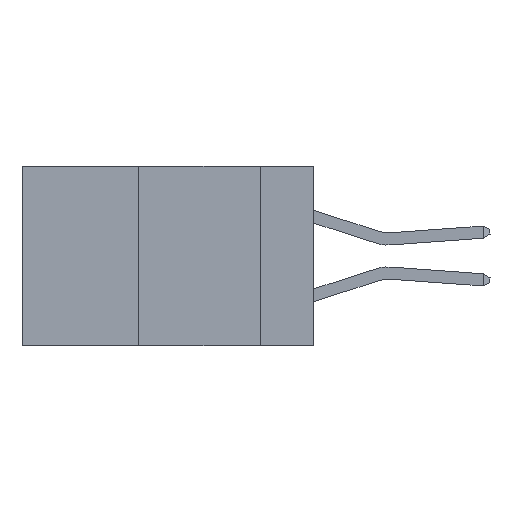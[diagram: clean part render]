
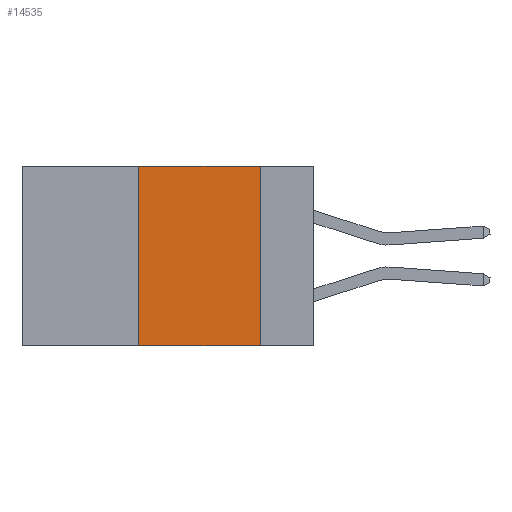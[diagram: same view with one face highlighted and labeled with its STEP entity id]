
A CAD part, left-side view. The second image highlights one B-rep face of the part: STEP entity #14535.
In plain terms, the highlighted planar face has unit normal (-1, 0, 0).
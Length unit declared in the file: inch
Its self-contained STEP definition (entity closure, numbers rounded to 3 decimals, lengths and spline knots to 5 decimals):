
#2572 = DIRECTION ( 'NONE',  ( 0., 0., 1. ) ) ;
#2976 = VECTOR ( 'NONE', #2572, 39.37008 ) ;
#3795 = LINE ( 'NONE', #16598, #29075 ) ;
#3941 = CARTESIAN_POINT ( 'NONE',  ( 0., 0.6, -0.37 ) ) ;
#6587 = VERTEX_POINT ( 'NONE', #15608 ) ;
#9311 = DIRECTION ( 'NONE',  ( 0., 0., -1. ) ) ;
#9783 = ORIENTED_EDGE ( 'NONE', *, *, #26581, .F. ) ;
#10653 = ORIENTED_EDGE ( 'NONE', *, *, #23204, .F. ) ;
#10882 = ORIENTED_EDGE ( 'NONE', *, *, #16823, .F. ) ;
#12330 = CARTESIAN_POINT ( 'NONE',  ( 0., 0.6, 0. ) ) ;
#13136 = EDGE_CURVE ( 'NONE', #17091, #17556, #16010, .T. ) ;
#13662 = ORIENTED_EDGE ( 'NONE', *, *, #13136, .T. ) ;
#13827 = DIRECTION ( 'NONE',  ( 0., -1., 0. ) ) ;
#13953 = CARTESIAN_POINT ( 'NONE',  ( 0., 0.6, 0. ) ) ;
#14049 = PLANE ( 'NONE',  #23555 ) ;
#14466 = VECTOR ( 'NONE', #13827, 39.37008 ) ;
#14535 = ADVANCED_FACE ( 'NONE', ( #19306 ), #14049, .F. ) ;
#14930 = CARTESIAN_POINT ( 'NONE',  ( 0., 0.36, 0. ) ) ;
#15608 = CARTESIAN_POINT ( 'NONE',  ( 0., 0.36, 0. ) ) ;
#16010 = LINE ( 'NONE', #3941, #14466 ) ;
#16508 = DIRECTION ( 'NONE',  ( 0., 0., -1. ) ) ;
#16598 = CARTESIAN_POINT ( 'NONE',  ( 0., 0.11, 0. ) ) ;
#16823 = EDGE_CURVE ( 'NONE', #17091, #6587, #28289, .T. ) ;
#17075 = CARTESIAN_POINT ( 'NONE',  ( 0., 0.11, 0. ) ) ;
#17091 = VERTEX_POINT ( 'NONE', #18411 ) ;
#17556 = VERTEX_POINT ( 'NONE', #27288 ) ;
#18066 = VERTEX_POINT ( 'NONE', #17075 ) ;
#18411 = CARTESIAN_POINT ( 'NONE',  ( 0., 0.36, -0.37 ) ) ;
#19278 = LINE ( 'NONE', #12330, #31409 ) ;
#19306 = FACE_OUTER_BOUND ( 'NONE', #20142, .T. ) ;
#20142 = EDGE_LOOP ( 'NONE', ( #9783, #10653, #10882, #13662 ) ) ;
#23204 = EDGE_CURVE ( 'NONE', #6587, #18066, #19278, .T. ) ;
#23555 = AXIS2_PLACEMENT_3D ( 'NONE', #13953, #31024, #16508 ) ;
#26581 = EDGE_CURVE ( 'NONE', #18066, #17556, #3795, .T. ) ;
#26884 = DIRECTION ( 'NONE',  ( 0., -1., 0. ) ) ;
#27288 = CARTESIAN_POINT ( 'NONE',  ( 0., 0.11, -0.37 ) ) ;
#28289 = LINE ( 'NONE', #14930, #2976 ) ;
#29075 = VECTOR ( 'NONE', #9311, 39.37008 ) ;
#31024 = DIRECTION ( 'NONE',  ( 1., 0., 0. ) ) ;
#31409 = VECTOR ( 'NONE', #26884, 39.37008 ) ;
